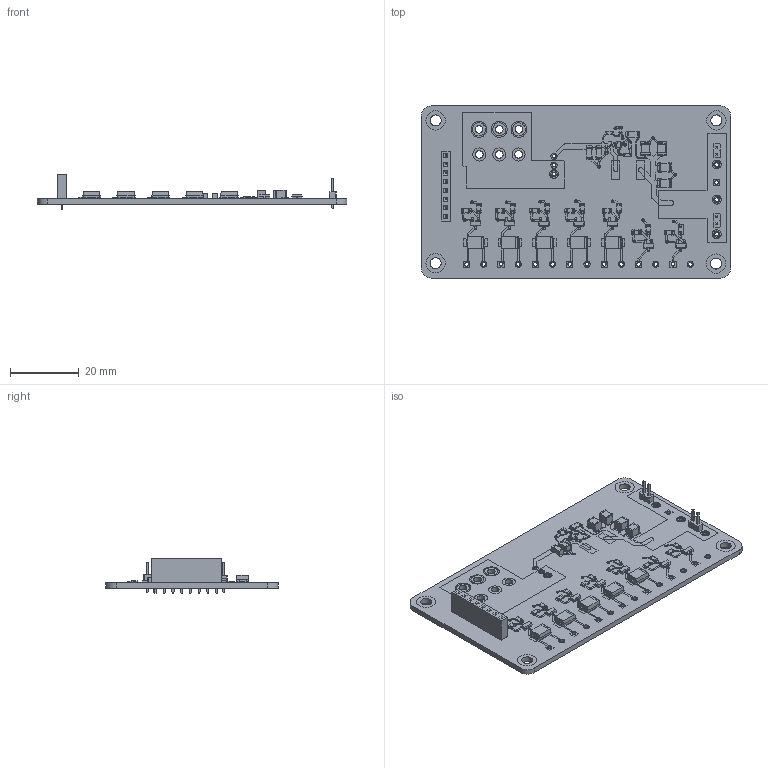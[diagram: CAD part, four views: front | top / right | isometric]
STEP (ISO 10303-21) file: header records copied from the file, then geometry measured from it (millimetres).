
FILE_DESCRIPTION(('FreeCAD Model'),'2;1');
FILE_NAME('Open CASCADE Shape Model','2022-10-11T01:03:39',(''),(''), 'Open CASCADE STEP processor 7.6','FreeCAD','Unknown');
FILE_SCHEMA(('AUTOMOTIVE_DESIGN { 1 0 10303 214 1 1 1 1 }'));
Length unit declared in the file: millimetre
Products named in the file (23): powerPCB; Local_CS_ff63; Board_Geoms_ff63; Pcb_ff63; PCB_Sketch_ff63; topPads_ff63; topTracks_ff63; topZones_ff63; botPads_ff63; botTracks_ff63; Step_Models_ff63; Top_ff63; Q2_SOT_23_66daab9062c2; R1_R_0603_1608Metric_254c457e904d; R13_R_0805_2012Metric_10041c72cd7b; C5_C_1210_3225Metric_b1d6679e2841; D4_D_SMB_db361c2c0c27; C2_C_1206_3216Metric_5ba43bb4664a; J4_PinHeader_1x02_P200mm_Vertical_e5aff077508f; C3_C_0603_1608Metric_50d9c3c40fb4; J5_PinSocket_1x08_P254mm_Vertical_cb378dc3b516; U1_SOT_563_cd4c4e379f35; R5_R_1206_3216Metric_c213e6bdc7fc
Assembly tree (53 placements, depth 4):
  powerPCB
    Local_CS_ff63
    Board_Geoms_ff63
      Pcb_ff63
      PCB_Sketch_ff63
      topPads_ff63
      topTracks_ff63
      topZones_ff63
      botPads_ff63
      botTracks_ff63
    Step_Models_ff63
      Top_ff63
        Q2_SOT_23_66daab9062c2  x7
        R1_R_0603_1608Metric_254c457e904d  x4
        R13_R_0805_2012Metric_10041c72cd7b  x14
        C5_C_1210_3225Metric_b1d6679e2841  x4
        D4_D_SMB_db361c2c0c27  x5
        C2_C_1206_3216Metric_5ba43bb4664a  x2
        J4_PinHeader_1x02_P200mm_Vertical_e5aff077508f  x2
        C3_C_0603_1608Metric_50d9c3c40fb4
        J5_PinSocket_1x08_P254mm_Vertical_cb378dc3b516
        U1_SOT_563_cd4c4e379f35
        R5_R_1206_3216Metric_c213e6bdc7fc
Bounding box: 90 x 50 x 10.1 mm (x, y, z)
Volume: 7814.6 mm3; surface area: 12804.8 mm2
Topology: 43 solids, 317 shells, 2168 faces, 7810 edges, 6062 vertices
Faces by surface type: plane 1529, cylinder 386, bspline 253
Full cylindrical faces by diameter (mm): 0.25 x1, 1 x11, 1.1 x20, 2.2 x6, 3.2 x4
Entity records: 58104 total; most frequent: CARTESIAN_POINT 11439, DIRECTION 8022, ORIENTED_EDGE 6564, EDGE_CURVE 4800, VERTEX_POINT 4166, LINE 3388, VECTOR 3388, AXIS2_PLACEMENT_3D 2317
